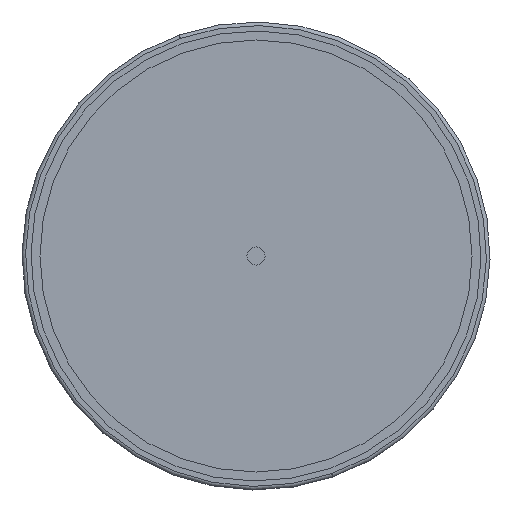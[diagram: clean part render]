
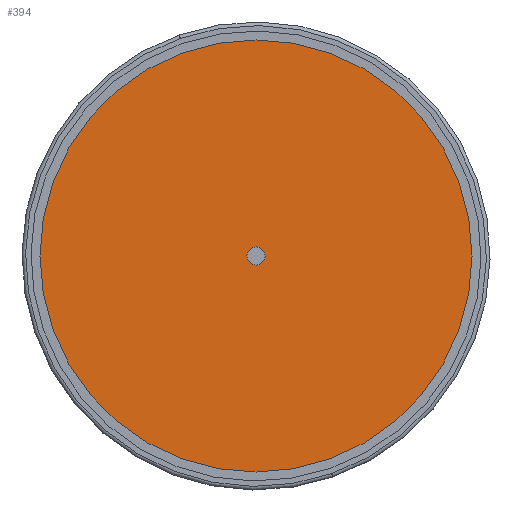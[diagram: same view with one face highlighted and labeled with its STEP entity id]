
A CAD part, front view. The second image highlights one B-rep face of the part: STEP entity #394.
In plain terms, the highlighted planar face has unit normal (0, -1, 0).
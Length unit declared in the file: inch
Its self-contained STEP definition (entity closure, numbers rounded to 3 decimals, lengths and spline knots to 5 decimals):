
#35 = CARTESIAN_POINT ( 'NONE',  ( -4.03962, -21.00634, 4.17412 ) ) ;
#255 = CARTESIAN_POINT ( 'NONE',  ( -4.03962, -21.00634, 4.17412 ) ) ;
#394 = ADVANCED_FACE ( 'NONE', ( #1087, #1362 ), #3252, .F. ) ;
#424 = AXIS2_PLACEMENT_3D ( 'NONE', #255, #2418, #1886 ) ;
#495 = ORIENTED_EDGE ( 'NONE', *, *, #3110, .F. ) ;
#889 = EDGE_CURVE ( 'NONE', #2205, #3168, #3107, .T. ) ;
#892 = DIRECTION ( 'NONE',  ( 0., 0., -1. ) ) ;
#975 = DIRECTION ( 'NONE',  ( 0., 0., 1. ) ) ;
#994 = CARTESIAN_POINT ( 'NONE',  ( -4.03962, -21.00634, 4.67412 ) ) ;
#1087 = FACE_BOUND ( 'NONE', #2057, .T. ) ;
#1184 = ORIENTED_EDGE ( 'NONE', *, *, #889, .F. ) ;
#1245 = CARTESIAN_POINT ( 'NONE',  ( -4.03962, -21.00634, 4.17412 ) ) ;
#1260 = CARTESIAN_POINT ( 'NONE',  ( -4.03962, -21.00634, 16.17412 ) ) ;
#1271 = EDGE_LOOP ( 'NONE', ( #3031, #1184 ) ) ;
#1362 = FACE_OUTER_BOUND ( 'NONE', #1271, .T. ) ;
#1379 = DIRECTION ( 'NONE',  ( 0., 1., 0. ) ) ;
#1521 = DIRECTION ( 'NONE',  ( 0., -1., 0. ) ) ;
#1606 = CIRCLE ( 'NONE', #2259, 12. ) ;
#1793 = CARTESIAN_POINT ( 'NONE',  ( -4.03962, -21.00634, 4.17412 ) ) ;
#1886 = DIRECTION ( 'NONE',  ( 0., 0., 1. ) ) ;
#1897 = CARTESIAN_POINT ( 'NONE',  ( -4.03962, -21.00634, 3.67412 ) ) ;
#2057 = EDGE_LOOP ( 'NONE', ( #495, #2679 ) ) ;
#2200 = CIRCLE ( 'NONE', #3007, 0.5 ) ;
#2205 = VERTEX_POINT ( 'NONE', #1260 ) ;
#2259 = AXIS2_PLACEMENT_3D ( 'NONE', #1245, #3230, #975 ) ;
#2418 = DIRECTION ( 'NONE',  ( 0., 1., 0. ) ) ;
#2496 = DIRECTION ( 'NONE',  ( 0., 0., 1. ) ) ;
#2521 = VERTEX_POINT ( 'NONE', #1897 ) ;
#2549 = DIRECTION ( 'NONE',  ( 0., -1., 0. ) ) ;
#2656 = CARTESIAN_POINT ( 'NONE',  ( -4.03962, -21.00634, -7.82588 ) ) ;
#2679 = ORIENTED_EDGE ( 'NONE', *, *, #3605, .F. ) ;
#2837 = CARTESIAN_POINT ( 'NONE',  ( -4.03962, -21.00634, 4.17412 ) ) ;
#2890 = DIRECTION ( 'NONE',  ( 0., 0., -1. ) ) ;
#3007 = AXIS2_PLACEMENT_3D ( 'NONE', #2837, #2549, #892 ) ;
#3031 = ORIENTED_EDGE ( 'NONE', *, *, #3128, .F. ) ;
#3107 = CIRCLE ( 'NONE', #3574, 12. ) ;
#3110 = EDGE_CURVE ( 'NONE', #2521, #3202, #3235, .T. ) ;
#3128 = EDGE_CURVE ( 'NONE', #3168, #2205, #1606, .T. ) ;
#3168 = VERTEX_POINT ( 'NONE', #2656 ) ;
#3179 = AXIS2_PLACEMENT_3D ( 'NONE', #1793, #1521, #2890 ) ;
#3202 = VERTEX_POINT ( 'NONE', #994 ) ;
#3230 = DIRECTION ( 'NONE',  ( 0., 1., 0. ) ) ;
#3235 = CIRCLE ( 'NONE', #3179, 0.5 ) ;
#3252 = PLANE ( 'NONE',  #424 ) ;
#3574 = AXIS2_PLACEMENT_3D ( 'NONE', #35, #1379, #2496 ) ;
#3605 = EDGE_CURVE ( 'NONE', #3202, #2521, #2200, .T. ) ;
